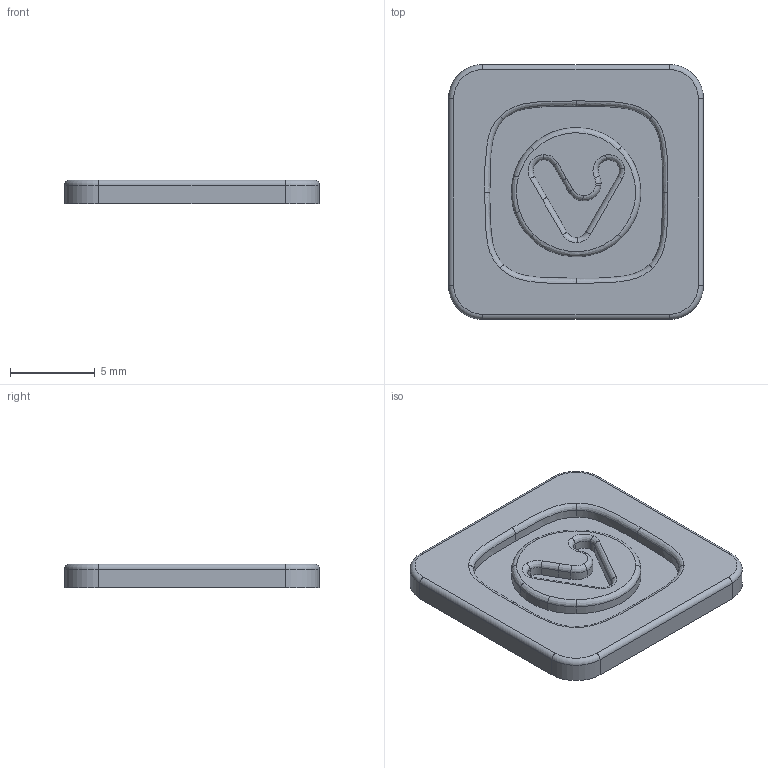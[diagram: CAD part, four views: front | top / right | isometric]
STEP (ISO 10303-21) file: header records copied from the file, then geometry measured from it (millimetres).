
FILE_DESCRIPTION(/* description */ (''),/* implementation_level */ '2;1');
FILE_NAME(/* name */ 'Logo Vivaldo v1.step',/* time_stamp */ '2021-07-03T21:05:36+02:00',/* author */ (''),/* organization */ (''),/* preprocessor_version */ 'ST-DEVELOPER v18.1',/* originating_system */ 'Autodesk Translation Framework v10.9.0.1377',/* authorisation */ '');
FILE_SCHEMA (('AUTOMOTIVE_DESIGN { 1 0 10303 214 3 1 1 }'));
Length unit declared in the file: millimetre
Products named in the file (1): Logo Vivaldo
Bounding box: 15 x 15 x 1.4 mm (x, y, z)
Volume: 259.7 mm3; surface area: 567.4 mm2
Topology: 1 solids, 1 shells, 81 faces, 190 edges, 114 vertices
Faces by surface type: bspline 60, plane 9, cylinder 8, torus 4
Entity records: 3602 total; most frequent: CARTESIAN_POINT 2138, ORIENTED_EDGE 380, EDGE_CURVE 190, DIRECTION 172, VERTEX_POINT 114, EDGE_LOOP 84, FACE_OUTER_BOUND 81, ADVANCED_FACE 81
